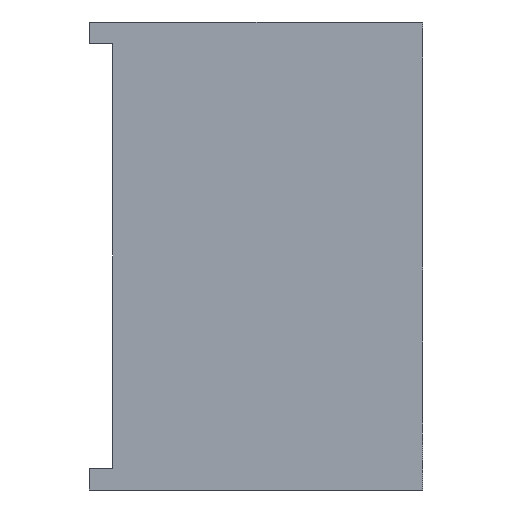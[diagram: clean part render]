
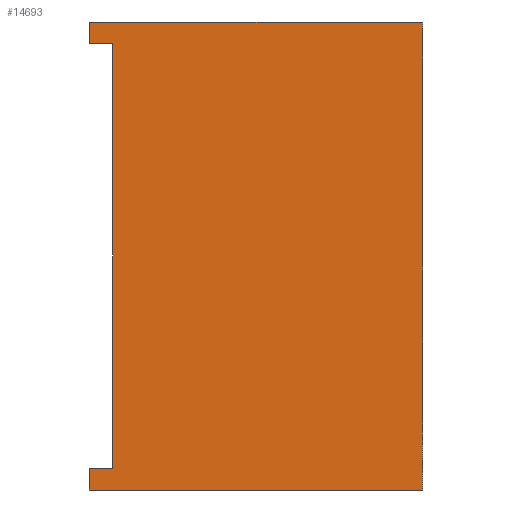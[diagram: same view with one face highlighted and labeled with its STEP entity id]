
A CAD part, left-side view. The second image highlights one B-rep face of the part: STEP entity #14693.
In plain terms, the highlighted planar face has unit normal (-1, 0, 0).
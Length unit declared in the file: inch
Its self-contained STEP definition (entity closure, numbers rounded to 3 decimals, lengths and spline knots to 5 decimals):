
#1201=DIRECTION('',(0.,0.,1.));
#1202=VECTOR('',#1201,0.26);
#1203=CARTESIAN_POINT('',(-0.124,0.,-0.13));
#1204=LINE('',#1203,#1202);
#5099=DIRECTION('',(0.,1.,0.));
#5100=VECTOR('',#5099,0.185);
#5101=CARTESIAN_POINT('',(-0.124,0.,0.13));
#5102=LINE('',#5101,#5100);
#5103=DIRECTION('',(0.,1.,0.));
#5104=VECTOR('',#5103,0.185);
#5105=CARTESIAN_POINT('',(-0.124,0.,-0.13));
#5106=LINE('',#5105,#5104);
#5115=DIRECTION('',(0.,0.,1.));
#5116=VECTOR('',#5115,0.012);
#5117=CARTESIAN_POINT('',(-0.124,0.185,-0.13));
#5118=LINE('',#5117,#5116);
#5119=DIRECTION('',(0.,0.,1.));
#5120=VECTOR('',#5119,0.012);
#5121=CARTESIAN_POINT('',(-0.124,0.185,0.118));
#5122=LINE('',#5121,#5120);
#5171=DIRECTION('',(0.,0.,1.));
#5172=VECTOR('',#5171,0.236);
#5173=CARTESIAN_POINT('',(-0.124,0.172,-0.118));
#5174=LINE('',#5173,#5172);
#5471=DIRECTION('',(0.,1.,0.));
#5472=VECTOR('',#5471,0.013);
#5473=CARTESIAN_POINT('',(-0.124,0.172,0.118));
#5474=LINE('',#5473,#5472);
#5479=DIRECTION('',(0.,1.,0.));
#5480=VECTOR('',#5479,0.013);
#5481=CARTESIAN_POINT('',(-0.124,0.172,-0.118));
#5482=LINE('',#5481,#5480);
#7444=CARTESIAN_POINT('',(-0.124,0.,-0.13));
#7446=VERTEX_POINT('',#7444);
#7447=CARTESIAN_POINT('',(-0.124,0.,0.13));
#7448=VERTEX_POINT('',#7447);
#7483=CARTESIAN_POINT('',(-0.124,0.172,-0.118));
#7484=CARTESIAN_POINT('',(-0.124,0.185,-0.118));
#7485=VERTEX_POINT('',#7483);
#7486=VERTEX_POINT('',#7484);
#7491=CARTESIAN_POINT('',(-0.124,0.172,0.118));
#7492=CARTESIAN_POINT('',(-0.124,0.185,0.118));
#7493=VERTEX_POINT('',#7491);
#7494=VERTEX_POINT('',#7492);
#7495=CARTESIAN_POINT('',(-0.124,0.185,-0.13));
#7496=VERTEX_POINT('',#7495);
#7497=CARTESIAN_POINT('',(-0.124,0.185,0.13));
#7498=VERTEX_POINT('',#7497);
#14673=CARTESIAN_POINT('',(-0.124,0.,-0.13));
#14674=DIRECTION('',(1.,0.,0.));
#14675=DIRECTION('',(0.,0.,1.));
#14676=AXIS2_PLACEMENT_3D('',#14673,#14674,#14675);
#14677=PLANE('',#14676);
#14678=ORIENTED_EDGE('',*,*,#7818,.F.);
#14679=ORIENTED_EDGE('',*,*,#14624,.T.);
#14681=ORIENTED_EDGE('',*,*,#14680,.T.);
#14683=ORIENTED_EDGE('',*,*,#14682,.F.);
#14685=ORIENTED_EDGE('',*,*,#14684,.T.);
#14687=ORIENTED_EDGE('',*,*,#14686,.T.);
#14689=ORIENTED_EDGE('',*,*,#14688,.T.);
#14690=ORIENTED_EDGE('',*,*,#14649,.F.);
#14691=EDGE_LOOP('',(#14678,#14679,#14681,#14683,#14685,#14687,#14689,#14690));
#14692=FACE_OUTER_BOUND('',#14691,.F.);
#14693=ADVANCED_FACE('',(#14692),#14677,.F.);
#7818=EDGE_CURVE('',#7446,#7448,#1204,.T.);
#14624=EDGE_CURVE('',#7446,#7496,#5106,.T.);
#14649=EDGE_CURVE('',#7448,#7498,#5102,.T.);
#14680=EDGE_CURVE('',#7496,#7486,#5118,.T.);
#14682=EDGE_CURVE('',#7485,#7486,#5482,.T.);
#14684=EDGE_CURVE('',#7485,#7493,#5174,.T.);
#14686=EDGE_CURVE('',#7493,#7494,#5474,.T.);
#14688=EDGE_CURVE('',#7494,#7498,#5122,.T.);
